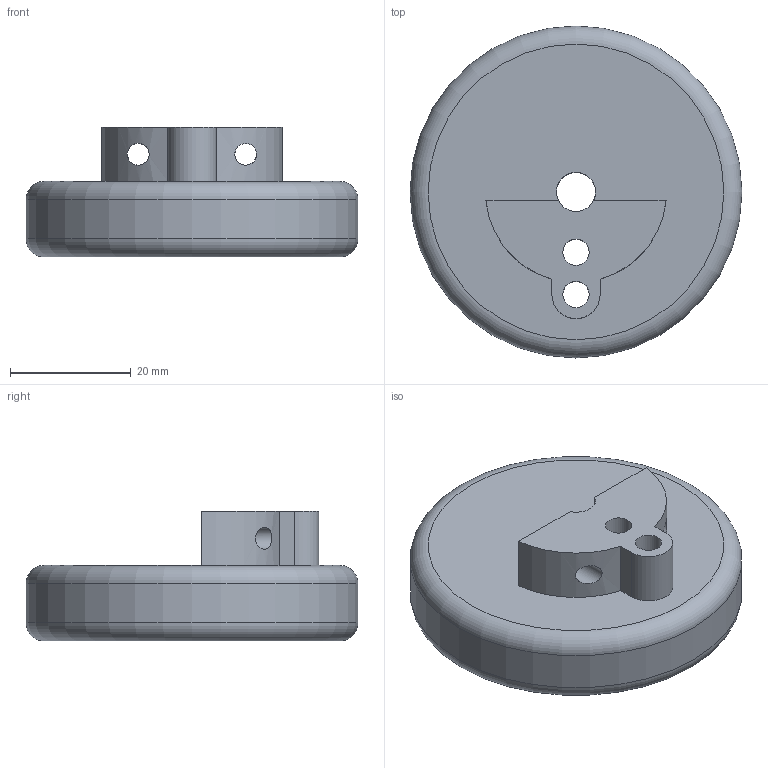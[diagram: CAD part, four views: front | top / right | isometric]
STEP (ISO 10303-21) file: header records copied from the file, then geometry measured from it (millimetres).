
FILE_DESCRIPTION(('FreeCAD Model'),'2;1');
FILE_NAME('Open CASCADE Shape Model','2025-02-25T16:45:07',(''),(''), 'Open CASCADE STEP processor 7.7','FreeCAD','Unknown');
FILE_SCHEMA(('AUTOMOTIVE_DESIGN { 1 0 10303 214 1 1 1 1 }'));
Length unit declared in the file: millimetre
Products named in the file (1): Wheel
Bounding box: 55 x 55 x 21.5 mm (x, y, z)
Volume: 30860.7 mm3; surface area: 8126.4 mm2
Topology: 1 solids, 1 shells, 20 faces, 53 edges, 35 vertices
Faces by surface type: cylinder 9, plane 7, torus 2, revolution 2
Full cylindrical faces by diameter (mm): 3.6 x2, 4.35 x2, 6.5 x1, 55 x1
Entity records: 863 total; most frequent: CARTESIAN_POINT 295, DIRECTION 122, ORIENTED_EDGE 106, EDGE_CURVE 53, AXIS2_PLACEMENT_3D 50, VERTEX_POINT 35, CIRCLE 31, FACE_BOUND 30
